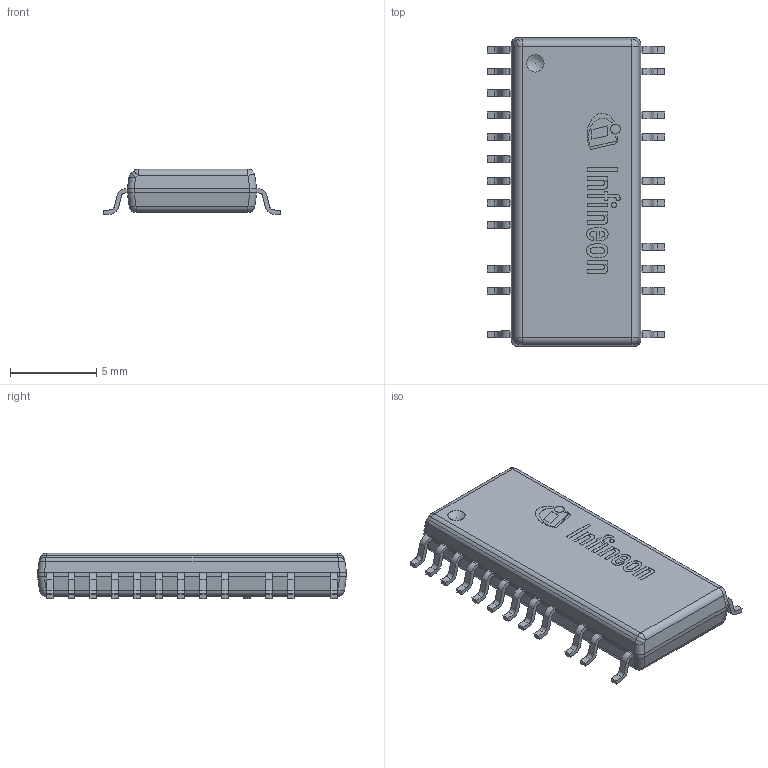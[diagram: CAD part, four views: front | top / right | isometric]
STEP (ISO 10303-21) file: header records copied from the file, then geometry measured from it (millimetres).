
FILE_DESCRIPTION(/* description */ (''),/* implementation_level */ '2;1');
FILE_NAME(/* name */ 'PG-DSO-22-1_Z8B00194383_V01_3D.stp',/* time_stamp */ '2021-07-21T13:00:50+06:00',/* author */ ('janartha'),/* organization */ (''),/* preprocessor_version */ 'ST-DEVELOPER v16.13',/* originating_system */ 'AutoCAD Mechanical',/* authorisation */ '');
FILE_SCHEMA (('AUTOMOTIVE_DESIGN { 1 0 10303 214 3 1 1 }'));
Length unit declared in the file: millimetre
Products named in the file (1): Product
Bounding box: 10.3 x 17.9 x 2.66 mm (x, y, z)
Volume: 327.1 mm3; surface area: 982.6 mm2
Topology: 38 solids, 38 shells, 482 faces, 1186 edges, 780 vertices
Faces by surface type: plane 331, cylinder 118, bspline 21, sphere 10, torus 2
Full cylindrical faces by diameter (mm): 0.289 x1, 0.58 x1, 1 x2, 1.5 x1, 2.4 x1
Entity records: 14388 total; most frequent: CARTESIAN_POINT 2948, ORIENTED_EDGE 2350, DIRECTION 2301, EDGE_CURVE 1175, LINE 895, VECTOR 895, VERTEX_POINT 780, AXIS2_PLACEMENT_3D 703
